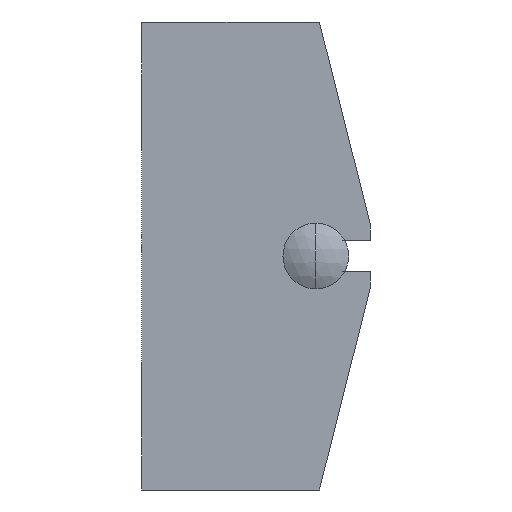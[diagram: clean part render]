
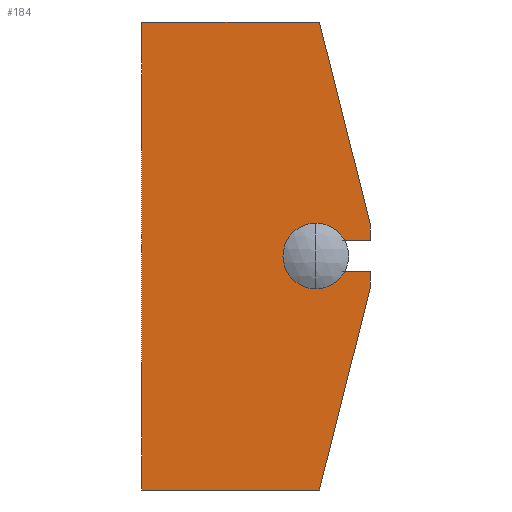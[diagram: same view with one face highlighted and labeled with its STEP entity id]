
A CAD part, left-side view. The second image highlights one B-rep face of the part: STEP entity #184.
In plain terms, the highlighted planar face has unit normal (-1, 0, 0).
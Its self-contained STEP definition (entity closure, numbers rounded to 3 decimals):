
#184=ADVANCED_FACE('',(#450),#451,.F.);
#450=FACE_OUTER_BOUND('',#736,.T.);
#451=PLANE('',#737);
#736=EDGE_LOOP('',(#1685,#1686,#1687,#1688,#1689,#1690,#1691,#1692,#1693,#1694));
#737=AXIS2_PLACEMENT_3D('',#1695,#1696,#1697);
#1685=ORIENTED_EDGE('',*,*,#2084,.T.);
#1686=ORIENTED_EDGE('',*,*,#2082,.F.);
#1687=ORIENTED_EDGE('',*,*,#2030,.F.);
#1688=ORIENTED_EDGE('',*,*,#2038,.F.);
#1689=ORIENTED_EDGE('',*,*,#2016,.F.);
#1690=ORIENTED_EDGE('',*,*,#2020,.F.);
#1691=ORIENTED_EDGE('',*,*,#2023,.F.);
#1692=ORIENTED_EDGE('',*,*,#2033,.F.);
#1693=ORIENTED_EDGE('',*,*,#2026,.F.);
#1694=ORIENTED_EDGE('',*,*,#2080,.F.);
#1695=CARTESIAN_POINT('',(-28.0,80.0,0.0));
#1696=DIRECTION('',(1.0,0.0,0.0));
#1697=DIRECTION('',(0.0,0.0,-1.0));
#2016=EDGE_CURVE('',#2479,#2481,#2482,.T.);
#2020=EDGE_CURVE('',#2486,#2479,#2488,.T.);
#2023=EDGE_CURVE('',#2491,#2486,#2493,.T.);
#2026=EDGE_CURVE('',#2497,#2499,#2500,.T.);
#2030=EDGE_CURVE('',#2505,#2507,#2508,.T.);
#2033=EDGE_CURVE('',#2499,#2491,#2511,.T.);
#2038=EDGE_CURVE('',#2481,#2505,#2518,.T.);
#2080=EDGE_CURVE('',#2586,#2497,#2588,.T.);
#2082=EDGE_CURVE('',#2507,#2591,#2592,.T.);
#2084=EDGE_CURVE('',#2586,#2591,#2594,.T.);
#2479=VERTEX_POINT('',#3120);
#2481=VERTEX_POINT('',#3123);
#2482=LINE('',#3124,#3125);
#2486=VERTEX_POINT('',#3130);
#2488=CIRCLE('',#3133,3.0);
#2491=VERTEX_POINT('',#3137);
#2493=LINE('',#3140,#3141);
#2497=VERTEX_POINT('',#3146);
#2499=VERTEX_POINT('',#3149);
#2500=LINE('',#3150,#3151);
#2505=VERTEX_POINT('',#3158);
#2507=VERTEX_POINT('',#3161);
#2508=LINE('',#3162,#3163);
#2511=LINE('',#3168,#3169);
#2518=LINE('',#3180,#3181);
#2586=VERTEX_POINT('',#3287);
#2588=LINE('',#3290,#3291);
#2591=VERTEX_POINT('',#3295);
#2592=LINE('',#3296,#3297);
#2594=LINE('',#3300,#3301);
#3120=CARTESIAN_POINT('',(-28.0,50.5,-3.0));
#3123=CARTESIAN_POINT('',(-28.0,40.0,-3.0));
#3124=CARTESIAN_POINT('',(-28.0,51.625,-3.0));
#3125=VECTOR('',#3776,1.0);
#3130=CARTESIAN_POINT('',(-28.0,50.5,3.0));
#3133=AXIS2_PLACEMENT_3D('',#3782,#3783,#3784);
#3137=CARTESIAN_POINT('',(-28.0,40.0,3.0));
#3140=CARTESIAN_POINT('',(-28.0,51.625,3.0));
#3141=VECTOR('',#3787,1.0);
#3146=CARTESIAN_POINT('',(-28.0,49.8,45.0));
#3149=CARTESIAN_POINT('',(-28.0,40.0,6.));
#3150=CARTESIAN_POINT('',(-28.0,47.594,36.219));
#3151=VECTOR('',#3790,1.0);
#3158=CARTESIAN_POINT('',(-28.0,40.0,-6.));
#3161=CARTESIAN_POINT('',(-28.0,49.8,-45.0));
#3162=CARTESIAN_POINT('',(-28.0,36.957,6.108));
#3163=VECTOR('',#3794,1.0);
#3168=CARTESIAN_POINT('',(-28.0,40.0,45.0));
#3169=VECTOR('',#3797,1.0);
#3180=CARTESIAN_POINT('',(-28.0,40.0,45.0));
#3181=VECTOR('',#3802,1.0);
#3287=CARTESIAN_POINT('',(-28.0,84.0,45.0));
#3290=CARTESIAN_POINT('',(-28.0,80.0,45.0));
#3291=VECTOR('',#3848,1.0);
#3295=CARTESIAN_POINT('',(-28.0,84.0,-45.0));
#3296=CARTESIAN_POINT('',(-28.0,80.0,-45.0));
#3297=VECTOR('',#3850,1.0);
#3300=CARTESIAN_POINT('',(-28.0,84.0,0.0));
#3301=VECTOR('',#3852,1.0);
#3776=DIRECTION('',(0.0,-1.0,-0.0));
#3782=CARTESIAN_POINT('',(-28.0,50.5,0.));
#3783=DIRECTION('',(-1.0,0.0,0.));
#3784=DIRECTION('',(0.,0.0,1.0));
#3787=DIRECTION('',(0.0,1.0,0.0));
#3790=DIRECTION('',(0.,-0.244,-0.97));
#3794=DIRECTION('',(0.,0.244,-0.97));
#3797=DIRECTION('',(0.,0.0,-1.0));
#3802=DIRECTION('',(0.,0.0,-1.0));
#3848=DIRECTION('',(0.0,-1.0,0.0));
#3850=DIRECTION('',(0.0,1.0,0.0));
#3852=DIRECTION('',(0.0,0.0,-1.0));
